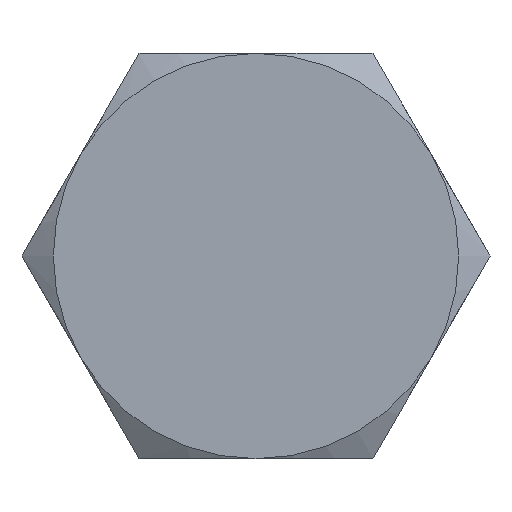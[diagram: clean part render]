
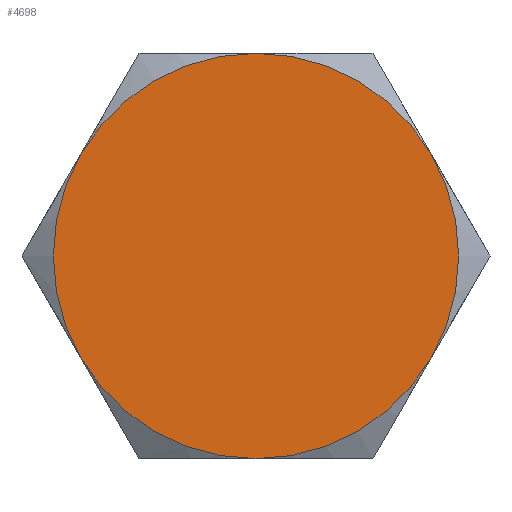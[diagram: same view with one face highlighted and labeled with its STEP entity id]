
A CAD part, left-side view. The second image highlights one B-rep face of the part: STEP entity #4698.
In plain terms, the highlighted planar face has unit normal (-1, 0, 0).
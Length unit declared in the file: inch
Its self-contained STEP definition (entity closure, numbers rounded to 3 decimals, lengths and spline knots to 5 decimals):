
#440 = EDGE_CURVE ( 'NONE', #9508, #9146, #8479, .T. ) ;
#444 = EDGE_CURVE ( 'NONE', #9146, #8976, #8474, .T. ) ;
#445 = EDGE_CURVE ( 'NONE', #9136, #9508, #8478, .T. ) ;
#446 = EDGE_CURVE ( 'NONE', #9482, #9136, #8472, .T. ) ;
#447 = EDGE_CURVE ( 'NONE', #8968, #9482, #8473, .T. ) ;
#448 = EDGE_CURVE ( 'NONE', #8976, #8968, #8485, .T. ) ;
#712 = AXIS2_PLACEMENT_3D ( 'NONE', #8628, #8603, #8602 ) ;
#713 = AXIS2_PLACEMENT_3D ( 'NONE', #7296, #7153, #7149 ) ;
#714 = AXIS2_PLACEMENT_3D ( 'NONE', #8590, #7161, #7159 ) ;
#715 = AXIS2_PLACEMENT_3D ( 'NONE', #7564, #7157, #7146 ) ;
#716 = AXIS2_PLACEMENT_3D ( 'NONE', #7158, #7150, #7151 ) ;
#717 = AXIS2_PLACEMENT_3D ( 'NONE', #7155, #7148, #7141 ) ;
#3163 = EDGE_LOOP ( 'NONE', ( #11284, #11184, #11181, #11187, #11186, #11286 ) ) ;
#3335 = AXIS2_PLACEMENT_3D ( 'NONE', #5525, #5518, #5517 ) ;
#4686 = FACE_OUTER_BOUND ( 'NONE', #3163, .T. ) ;
#4698 = ADVANCED_FACE ( 'NONE', ( #4686 ), #5521, .T. ) ;
#5517 = DIRECTION ( 'NONE',  ( 0., 0., 1. ) ) ;
#5518 = DIRECTION ( 'NONE',  ( -1., 0., 0. ) ) ;
#5521 = PLANE ( 'NONE',  #3335 ) ;
#5525 = CARTESIAN_POINT ( 'NONE',  ( -1.32813, 0.1263, 0.21875 ) ) ;
#6636 = CARTESIAN_POINT ( 'NONE',  ( -1.32813, 0.18944, 0.10938 ) ) ;
#6650 = CARTESIAN_POINT ( 'NONE',  ( -1.32813, 0., 0.21875 ) ) ;
#6662 = CARTESIAN_POINT ( 'NONE',  ( -1.32813, 0., -0.21875 ) ) ;
#6668 = CARTESIAN_POINT ( 'NONE',  ( -1.32813, -0.18944, 0.10938 ) ) ;
#6787 = CARTESIAN_POINT ( 'NONE',  ( -1.32813, 0.18944, -0.10938 ) ) ;
#6795 = CARTESIAN_POINT ( 'NONE',  ( -1.32813, -0.18944, -0.10938 ) ) ;
#7141 = DIRECTION ( 'NONE',  ( 0., 0., 1. ) ) ;
#7146 = DIRECTION ( 'NONE',  ( 0., 0., 1. ) ) ;
#7148 = DIRECTION ( 'NONE',  ( -1., 0., 0. ) ) ;
#7149 = DIRECTION ( 'NONE',  ( 0., 0., 1. ) ) ;
#7150 = DIRECTION ( 'NONE',  ( -1., 0., 0. ) ) ;
#7151 = DIRECTION ( 'NONE',  ( 0., 0., 1. ) ) ;
#7153 = DIRECTION ( 'NONE',  ( -1., 0., 0. ) ) ;
#7155 = CARTESIAN_POINT ( 'NONE',  ( -1.32813, 0., 0. ) ) ;
#7157 = DIRECTION ( 'NONE',  ( -1., 0., 0. ) ) ;
#7158 = CARTESIAN_POINT ( 'NONE',  ( -1.32813, 0., 0. ) ) ;
#7159 = DIRECTION ( 'NONE',  ( 0., 0., 1. ) ) ;
#7161 = DIRECTION ( 'NONE',  ( -1., 0., 0. ) ) ;
#7296 = CARTESIAN_POINT ( 'NONE',  ( -1.32813, 0., 0. ) ) ;
#7564 = CARTESIAN_POINT ( 'NONE',  ( -1.32813, 0., 0. ) ) ;
#8472 = CIRCLE ( 'NONE', #715, 0.21875 ) ;
#8473 = CIRCLE ( 'NONE', #716, 0.21875 ) ;
#8474 = CIRCLE ( 'NONE', #714, 0.21875 ) ;
#8478 = CIRCLE ( 'NONE', #713, 0.21875 ) ;
#8479 = CIRCLE ( 'NONE', #712, 0.21875 ) ;
#8485 = CIRCLE ( 'NONE', #717, 0.21875 ) ;
#8590 = CARTESIAN_POINT ( 'NONE',  ( -1.32813, 0., 0. ) ) ;
#8602 = DIRECTION ( 'NONE',  ( 0., 0., 1. ) ) ;
#8603 = DIRECTION ( 'NONE',  ( -1., 0., 0. ) ) ;
#8628 = CARTESIAN_POINT ( 'NONE',  ( -1.32813, 0., 0. ) ) ;
#8968 = VERTEX_POINT ( 'NONE', #6636 ) ;
#8976 = VERTEX_POINT ( 'NONE', #6650 ) ;
#9136 = VERTEX_POINT ( 'NONE', #6662 ) ;
#9146 = VERTEX_POINT ( 'NONE', #6668 ) ;
#9482 = VERTEX_POINT ( 'NONE', #6787 ) ;
#9508 = VERTEX_POINT ( 'NONE', #6795 ) ;
#11181 = ORIENTED_EDGE ( 'NONE', *, *, #447, .T. ) ;
#11184 = ORIENTED_EDGE ( 'NONE', *, *, #448, .T. ) ;
#11186 = ORIENTED_EDGE ( 'NONE', *, *, #445, .T. ) ;
#11187 = ORIENTED_EDGE ( 'NONE', *, *, #446, .T. ) ;
#11284 = ORIENTED_EDGE ( 'NONE', *, *, #444, .T. ) ;
#11286 = ORIENTED_EDGE ( 'NONE', *, *, #440, .T. ) ;
